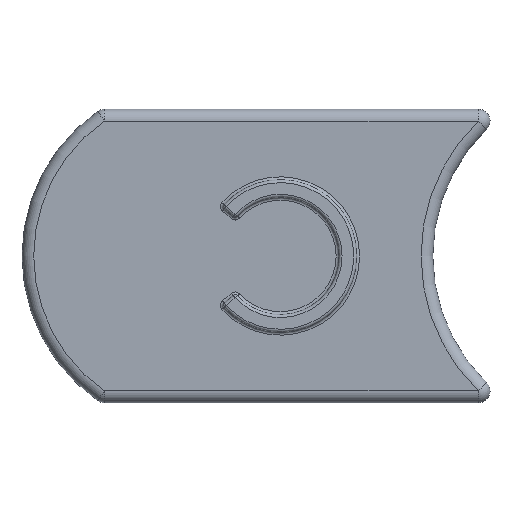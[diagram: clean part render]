
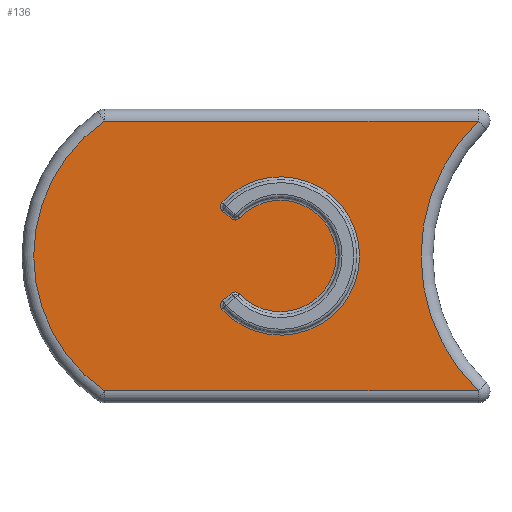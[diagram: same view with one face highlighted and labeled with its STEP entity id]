
A CAD part, top view. The second image highlights one B-rep face of the part: STEP entity #136.
In plain terms, the highlighted planar face has unit normal (0, 0, 1).
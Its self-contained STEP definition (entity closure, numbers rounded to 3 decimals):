
#136=ADVANCED_FACE('',(#204,#205),#194,.T.);
#194=PLANE('',#816);
#204=FACE_BOUND('',#214,.T.);
#205=FACE_BOUND('',#215,.T.);
#214=EDGE_LOOP('',(#346,#347,#348,#349,#350,#351,#352,#353));
#215=EDGE_LOOP('',(#354,#355,#356,#357));
#278=LINE('',#1249,#312);
#279=LINE('',#1257,#313);
#280=LINE('',#1260,#314);
#281=LINE('',#1265,#315);
#312=VECTOR('',#947,1.);
#313=VECTOR('',#954,1.);
#314=VECTOR('',#957,1.);
#315=VECTOR('',#960,1.);
#346=ORIENTED_EDGE('',*,*,#623,.T.);
#347=ORIENTED_EDGE('',*,*,#624,.T.);
#348=ORIENTED_EDGE('',*,*,#625,.T.);
#349=ORIENTED_EDGE('',*,*,#626,.T.);
#350=ORIENTED_EDGE('',*,*,#627,.T.);
#351=ORIENTED_EDGE('',*,*,#628,.T.);
#352=ORIENTED_EDGE('',*,*,#629,.T.);
#353=ORIENTED_EDGE('',*,*,#630,.T.);
#354=ORIENTED_EDGE('',*,*,#631,.T.);
#355=ORIENTED_EDGE('',*,*,#632,.T.);
#356=ORIENTED_EDGE('',*,*,#633,.T.);
#357=ORIENTED_EDGE('',*,*,#634,.T.);
#564=VERTEX_POINT('',#1245);
#565=VERTEX_POINT('',#1246);
#566=VERTEX_POINT('',#1248);
#567=VERTEX_POINT('',#1250);
#568=VERTEX_POINT('',#1252);
#569=VERTEX_POINT('',#1254);
#570=VERTEX_POINT('',#1256);
#571=VERTEX_POINT('',#1258);
#572=VERTEX_POINT('',#1261);
#573=VERTEX_POINT('',#1262);
#574=VERTEX_POINT('',#1264);
#575=VERTEX_POINT('',#1266);
#623=EDGE_CURVE('',#564,#565,#732,.T.);
#624=EDGE_CURVE('',#565,#566,#733,.T.);
#625=EDGE_CURVE('',#566,#567,#278,.T.);
#626=EDGE_CURVE('',#567,#568,#734,.T.);
#627=EDGE_CURVE('',#568,#569,#735,.T.);
#628=EDGE_CURVE('',#569,#570,#736,.T.);
#629=EDGE_CURVE('',#570,#571,#279,.T.);
#630=EDGE_CURVE('',#571,#564,#737,.T.);
#631=EDGE_CURVE('',#572,#573,#280,.T.);
#632=EDGE_CURVE('',#573,#574,#738,.T.);
#633=EDGE_CURVE('',#574,#575,#281,.T.);
#634=EDGE_CURVE('',#575,#572,#739,.T.);
#732=CIRCLE('',#808,13.5);
#733=CIRCLE('',#809,1.);
#734=CIRCLE('',#810,1.);
#735=CIRCLE('',#811,9.5);
#736=CIRCLE('',#812,1.);
#737=CIRCLE('',#813,1.);
#738=CIRCLE('',#814,32.);
#739=CIRCLE('',#815,28.);
#808=AXIS2_PLACEMENT_3D('',#1244,#943,#944);
#809=AXIS2_PLACEMENT_3D('',#1247,#945,#946);
#810=AXIS2_PLACEMENT_3D('',#1251,#948,#949);
#811=AXIS2_PLACEMENT_3D('',#1253,#950,#951);
#812=AXIS2_PLACEMENT_3D('',#1255,#952,#953);
#813=AXIS2_PLACEMENT_3D('',#1259,#955,#956);
#814=AXIS2_PLACEMENT_3D('',#1263,#958,#959);
#815=AXIS2_PLACEMENT_3D('',#1267,#961,#962);
#816=AXIS2_PLACEMENT_3D('',#1268,#963,#964);
#943=DIRECTION('',(0.,0.,-1.));
#944=DIRECTION('',(1.,0.,0.));
#945=DIRECTION('',(0.,0.,-1.));
#946=DIRECTION('',(1.,0.,0.));
#947=DIRECTION('',(0.766,0.643,0.));
#948=DIRECTION('',(0.,0.,-1.));
#949=DIRECTION('',(1.,0.,0.));
#950=DIRECTION('',(0.,0.,1.));
#951=DIRECTION('',(1.,0.,0.));
#952=DIRECTION('',(0.,0.,-1.));
#953=DIRECTION('',(1.,0.,0.));
#954=DIRECTION('',(-0.766,0.643,0.));
#955=DIRECTION('',(0.,0.,-1.));
#956=DIRECTION('',(1.,0.,0.));
#957=DIRECTION('',(1.,0.,0.));
#958=DIRECTION('',(0.,0.,-1.));
#959=DIRECTION('',(1.,0.,0.));
#960=DIRECTION('',(-1.,0.,0.));
#961=DIRECTION('',(0.,0.,1.));
#962=DIRECTION('',(1.,0.,0.));
#963=DIRECTION('',(0.,0.,1.));
#964=DIRECTION('',(1.,0.,0.));
#1244=CARTESIAN_POINT('',(30.614,-25.,5.));
#1245=CARTESIAN_POINT('',(20.628,-15.916,5.));
#1246=CARTESIAN_POINT('',(20.628,-34.084,5.));
#1247=CARTESIAN_POINT('',(21.368,-33.411,5.));
#1248=CARTESIAN_POINT('',(20.725,-32.645,5.));
#1249=CARTESIAN_POINT('',(32.867,-22.457,5.));
#1250=CARTESIAN_POINT('',(22.259,-31.359,5.));
#1251=CARTESIAN_POINT('',(22.901,-32.125,5.));
#1252=CARTESIAN_POINT('',(23.636,-31.446,5.));
#1253=CARTESIAN_POINT('',(30.614,-25.,5.));
#1254=CARTESIAN_POINT('',(23.636,-18.554,5.));
#1255=CARTESIAN_POINT('',(22.901,-17.875,5.));
#1256=CARTESIAN_POINT('',(22.259,-18.641,5.));
#1257=CARTESIAN_POINT('',(32.867,-27.543,5.));
#1258=CARTESIAN_POINT('',(20.725,-17.355,5.));
#1259=CARTESIAN_POINT('',(21.368,-16.589,5.));
#1260=CARTESIAN_POINT('',(35.,-48.,5.));
#1261=CARTESIAN_POINT('',(0.614,-48.,5.));
#1262=CARTESIAN_POINT('',(64.335,-48.,5.));
#1263=CARTESIAN_POINT('',(86.583,-25.,5.));
#1264=CARTESIAN_POINT('',(64.335,-2.,5.));
#1265=CARTESIAN_POINT('',(35.,-2.,5.));
#1266=CARTESIAN_POINT('',(0.614,-2.,5.));
#1267=CARTESIAN_POINT('',(16.583,-25.,5.));
#1268=CARTESIAN_POINT('',(35.,-25.,5.));
